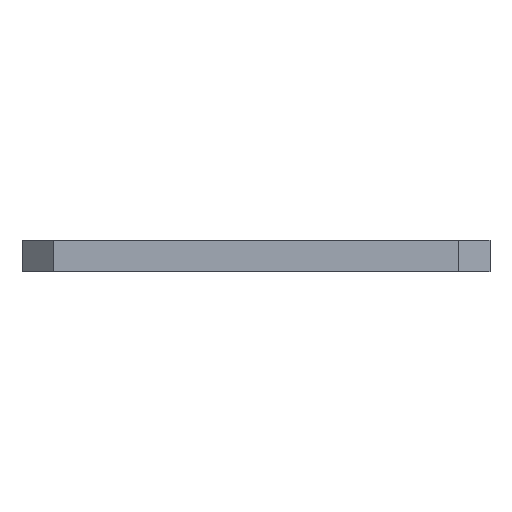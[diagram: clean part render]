
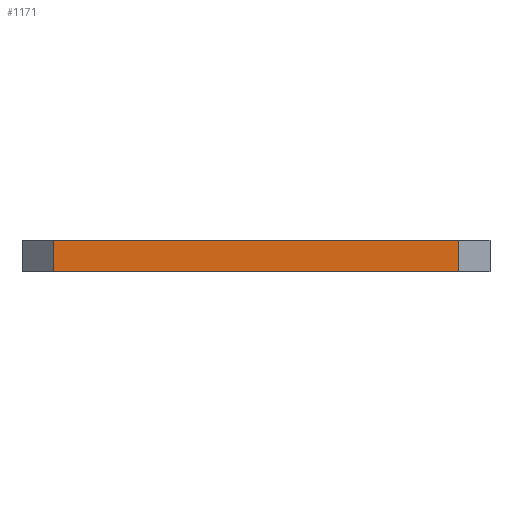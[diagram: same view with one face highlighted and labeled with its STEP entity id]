
A CAD part, front view. The second image highlights one B-rep face of the part: STEP entity #1171.
In plain terms, the highlighted planar face has unit normal (0, -1, 0).
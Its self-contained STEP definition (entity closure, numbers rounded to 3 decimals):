
#153 = LINE ( 'NONE', #396, #997 ) ;
#164 = ORIENTED_EDGE ( 'NONE', *, *, #323, .F. ) ;
#165 = DIRECTION ( 'NONE',  ( 0., 0., 1. ) ) ;
#212 = AXIS2_PLACEMENT_3D ( 'NONE', #928, #1290, #603 ) ;
#228 = VECTOR ( 'NONE', #255, 1000. ) ;
#255 = DIRECTION ( 'NONE',  ( 1., 0., 0. ) ) ;
#262 = VERTEX_POINT ( 'NONE', #1031 ) ;
#323 = EDGE_CURVE ( 'NONE', #1310, #1344, #948, .T. ) ;
#374 = CARTESIAN_POINT ( 'NONE',  ( 140., 0., 10. ) ) ;
#396 = CARTESIAN_POINT ( 'NONE',  ( 10., 0., 10. ) ) ;
#451 = ORIENTED_EDGE ( 'NONE', *, *, #480, .T. ) ;
#480 = EDGE_CURVE ( 'NONE', #262, #527, #533, .T. ) ;
#527 = VERTEX_POINT ( 'NONE', #1255 ) ;
#532 = CARTESIAN_POINT ( 'NONE',  ( 0., 0., 0. ) ) ;
#533 = LINE ( 'NONE', #532, #228 ) ;
#603 = DIRECTION ( 'NONE',  ( 0., 0., 1. ) ) ;
#616 = VECTOR ( 'NONE', #765, 1000. ) ;
#629 = CARTESIAN_POINT ( 'NONE',  ( 10., 0., 10. ) ) ;
#743 = CARTESIAN_POINT ( 'NONE',  ( 140., 0., 10. ) ) ;
#765 = DIRECTION ( 'NONE',  ( 1., 0., 0. ) ) ;
#802 = CARTESIAN_POINT ( 'NONE',  ( 0., 0., 10. ) ) ;
#819 = PLANE ( 'NONE',  #212 ) ;
#843 = EDGE_CURVE ( 'NONE', #1310, #262, #153, .T. ) ;
#861 = EDGE_CURVE ( 'NONE', #527, #1344, #1272, .T. ) ;
#928 = CARTESIAN_POINT ( 'NONE',  ( 0., 0., 10. ) ) ;
#948 = LINE ( 'NONE', #802, #616 ) ;
#973 = VECTOR ( 'NONE', #165, 1000. ) ;
#997 = VECTOR ( 'NONE', #1053, 1000. ) ;
#1002 = EDGE_LOOP ( 'NONE', ( #451, #1215, #164, #1187 ) ) ;
#1031 = CARTESIAN_POINT ( 'NONE',  ( 10., 0., 0. ) ) ;
#1053 = DIRECTION ( 'NONE',  ( 0., 0., -1. ) ) ;
#1171 = ADVANCED_FACE ( 'NONE', ( #1191 ), #819, .F. ) ;
#1187 = ORIENTED_EDGE ( 'NONE', *, *, #843, .T. ) ;
#1191 = FACE_OUTER_BOUND ( 'NONE', #1002, .T. ) ;
#1215 = ORIENTED_EDGE ( 'NONE', *, *, #861, .T. ) ;
#1255 = CARTESIAN_POINT ( 'NONE',  ( 140., 0., 0. ) ) ;
#1272 = LINE ( 'NONE', #374, #973 ) ;
#1290 = DIRECTION ( 'NONE',  ( 0., 1., 0. ) ) ;
#1310 = VERTEX_POINT ( 'NONE', #629 ) ;
#1344 = VERTEX_POINT ( 'NONE', #743 ) ;
